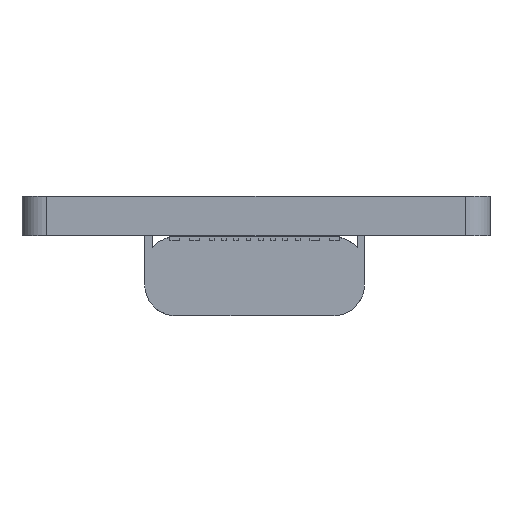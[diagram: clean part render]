
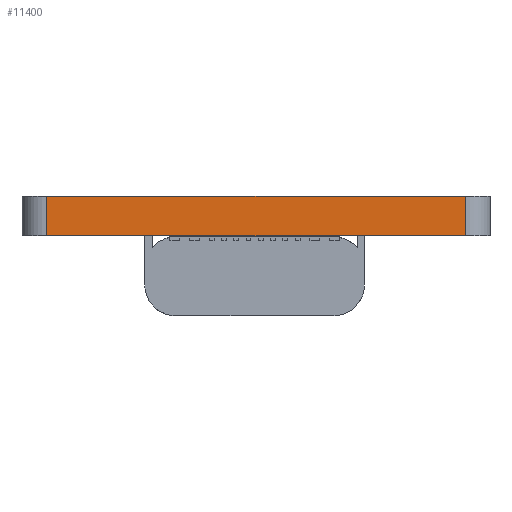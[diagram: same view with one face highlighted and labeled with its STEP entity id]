
A CAD part, front view. The second image highlights one B-rep face of the part: STEP entity #11400.
In plain terms, the highlighted planar face has unit normal (0, -1, 0).
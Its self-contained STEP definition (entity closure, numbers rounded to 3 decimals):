
#9209 = PLANE('',#9210);
#9210 = AXIS2_PLACEMENT_3D('',#9211,#9212,#9213);
#9211 = CARTESIAN_POINT('',(159.525,-107.865,1.6));
#9212 = DIRECTION('',(0.,0.,1.));
#9213 = DIRECTION('',(1.,0.,-0.));
#9263 = PLANE('',#9264);
#9264 = AXIS2_PLACEMENT_3D('',#9265,#9266,#9267);
#9265 = CARTESIAN_POINT('',(159.525,-107.865,0.));
#9266 = DIRECTION('',(0.,0.,1.));
#9267 = DIRECTION('',(1.,0.,-0.));
#9545 = VERTEX_POINT('',#9546);
#9546 = CARTESIAN_POINT('',(151.,-119.05,0.));
#9561 = CYLINDRICAL_SURFACE('',#9562,1.);
#9562 = AXIS2_PLACEMENT_3D('',#9563,#9564,#9565);
#9563 = CARTESIAN_POINT('',(151.,-118.05,0.));
#9564 = DIRECTION('',(-0.,-0.,-1.));
#9565 = DIRECTION('',(1.,0.,-0.));
#9573 = EDGE_CURVE('',#9545,#9574,#9576,.T.);
#9574 = VERTEX_POINT('',#9575);
#9575 = CARTESIAN_POINT('',(168.05,-119.05,0.));
#9576 = SURFACE_CURVE('',#9577,(#9581,#9588),.PCURVE_S1.);
#9577 = LINE('',#9578,#9579);
#9578 = CARTESIAN_POINT('',(151.,-119.05,0.));
#9579 = VECTOR('',#9580,1.);
#9580 = DIRECTION('',(1.,0.,0.));
#9581 = PCURVE('',#9263,#9582);
#9582 = DEFINITIONAL_REPRESENTATION('',(#9583),#9587);
#9583 = LINE('',#9584,#9585);
#9584 = CARTESIAN_POINT('',(-8.525,-11.185));
#9585 = VECTOR('',#9586,1.);
#9586 = DIRECTION('',(1.,0.));
#9587 = ( GEOMETRIC_REPRESENTATION_CONTEXT(2) 
PARAMETRIC_REPRESENTATION_CONTEXT() REPRESENTATION_CONTEXT('2D SPACE',''
  ) );
#9588 = PCURVE('',#9589,#9594);
#9589 = PLANE('',#9590);
#9590 = AXIS2_PLACEMENT_3D('',#9591,#9592,#9593);
#9591 = CARTESIAN_POINT('',(151.,-119.05,0.));
#9592 = DIRECTION('',(0.,1.,0.));
#9593 = DIRECTION('',(1.,0.,0.));
#9594 = DEFINITIONAL_REPRESENTATION('',(#9595),#9599);
#9595 = LINE('',#9596,#9597);
#9596 = CARTESIAN_POINT('',(0.,0.));
#9597 = VECTOR('',#9598,1.);
#9598 = DIRECTION('',(1.,0.));
#9599 = ( GEOMETRIC_REPRESENTATION_CONTEXT(2) 
PARAMETRIC_REPRESENTATION_CONTEXT() REPRESENTATION_CONTEXT('2D SPACE',''
  ) );
#9618 = CYLINDRICAL_SURFACE('',#9619,1.);
#9619 = AXIS2_PLACEMENT_3D('',#9620,#9621,#9622);
#9620 = CARTESIAN_POINT('',(168.05,-118.05,0.));
#9621 = DIRECTION('',(-0.,-0.,-1.));
#9622 = DIRECTION('',(1.,0.,-0.));
#10455 = VERTEX_POINT('',#10456);
#10456 = CARTESIAN_POINT('',(151.,-119.05,1.6));
#10478 = EDGE_CURVE('',#10455,#10479,#10481,.T.);
#10479 = VERTEX_POINT('',#10480);
#10480 = CARTESIAN_POINT('',(168.05,-119.05,1.6));
#10481 = SURFACE_CURVE('',#10482,(#10486,#10493),.PCURVE_S1.);
#10482 = LINE('',#10483,#10484);
#10483 = CARTESIAN_POINT('',(151.,-119.05,1.6));
#10484 = VECTOR('',#10485,1.);
#10485 = DIRECTION('',(1.,0.,0.));
#10486 = PCURVE('',#9209,#10487);
#10487 = DEFINITIONAL_REPRESENTATION('',(#10488),#10492);
#10488 = LINE('',#10489,#10490);
#10489 = CARTESIAN_POINT('',(-8.525,-11.185));
#10490 = VECTOR('',#10491,1.);
#10491 = DIRECTION('',(1.,0.));
#10492 = ( GEOMETRIC_REPRESENTATION_CONTEXT(2) 
PARAMETRIC_REPRESENTATION_CONTEXT() REPRESENTATION_CONTEXT('2D SPACE',''
  ) );
#10493 = PCURVE('',#9589,#10494);
#10494 = DEFINITIONAL_REPRESENTATION('',(#10495),#10499);
#10495 = LINE('',#10496,#10497);
#10496 = CARTESIAN_POINT('',(0.,-1.6));
#10497 = VECTOR('',#10498,1.);
#10498 = DIRECTION('',(1.,0.));
#10499 = ( GEOMETRIC_REPRESENTATION_CONTEXT(2) 
PARAMETRIC_REPRESENTATION_CONTEXT() REPRESENTATION_CONTEXT('2D SPACE',''
  ) );
#11350 = EDGE_CURVE('',#9574,#10479,#11351,.T.);
#11351 = SURFACE_CURVE('',#11352,(#11356,#11363),.PCURVE_S1.);
#11352 = LINE('',#11353,#11354);
#11353 = CARTESIAN_POINT('',(168.05,-119.05,0.));
#11354 = VECTOR('',#11355,1.);
#11355 = DIRECTION('',(0.,0.,1.));
#11356 = PCURVE('',#9618,#11357);
#11357 = DEFINITIONAL_REPRESENTATION('',(#11358),#11362);
#11358 = LINE('',#11359,#11360);
#11359 = CARTESIAN_POINT('',(-4.712,0.));
#11360 = VECTOR('',#11361,1.);
#11361 = DIRECTION('',(-0.,-1.));
#11362 = ( GEOMETRIC_REPRESENTATION_CONTEXT(2) 
PARAMETRIC_REPRESENTATION_CONTEXT() REPRESENTATION_CONTEXT('2D SPACE',''
  ) );
#11363 = PCURVE('',#9589,#11364);
#11364 = DEFINITIONAL_REPRESENTATION('',(#11365),#11369);
#11365 = LINE('',#11366,#11367);
#11366 = CARTESIAN_POINT('',(17.05,0.));
#11367 = VECTOR('',#11368,1.);
#11368 = DIRECTION('',(0.,-1.));
#11369 = ( GEOMETRIC_REPRESENTATION_CONTEXT(2) 
PARAMETRIC_REPRESENTATION_CONTEXT() REPRESENTATION_CONTEXT('2D SPACE',''
  ) );
#11379 = EDGE_CURVE('',#9545,#10455,#11380,.T.);
#11380 = SURFACE_CURVE('',#11381,(#11385,#11392),.PCURVE_S1.);
#11381 = LINE('',#11382,#11383);
#11382 = CARTESIAN_POINT('',(151.,-119.05,0.));
#11383 = VECTOR('',#11384,1.);
#11384 = DIRECTION('',(0.,0.,1.));
#11385 = PCURVE('',#9561,#11386);
#11386 = DEFINITIONAL_REPRESENTATION('',(#11387),#11391);
#11387 = LINE('',#11388,#11389);
#11388 = CARTESIAN_POINT('',(-4.712,0.));
#11389 = VECTOR('',#11390,1.);
#11390 = DIRECTION('',(-0.,-1.));
#11391 = ( GEOMETRIC_REPRESENTATION_CONTEXT(2) 
PARAMETRIC_REPRESENTATION_CONTEXT() REPRESENTATION_CONTEXT('2D SPACE',''
  ) );
#11392 = PCURVE('',#9589,#11393);
#11393 = DEFINITIONAL_REPRESENTATION('',(#11394),#11398);
#11394 = LINE('',#11395,#11396);
#11395 = CARTESIAN_POINT('',(0.,0.));
#11396 = VECTOR('',#11397,1.);
#11397 = DIRECTION('',(0.,-1.));
#11398 = ( GEOMETRIC_REPRESENTATION_CONTEXT(2) 
PARAMETRIC_REPRESENTATION_CONTEXT() REPRESENTATION_CONTEXT('2D SPACE',''
  ) );
#11400 = ADVANCED_FACE('',(#11401),#9589,.F.);
#11401 = FACE_BOUND('',#11402,.F.);
#11402 = EDGE_LOOP('',(#11403,#11404,#11405,#11406));
#11403 = ORIENTED_EDGE('',*,*,#11379,.T.);
#11404 = ORIENTED_EDGE('',*,*,#10478,.T.);
#11405 = ORIENTED_EDGE('',*,*,#11350,.F.);
#11406 = ORIENTED_EDGE('',*,*,#9573,.F.);
